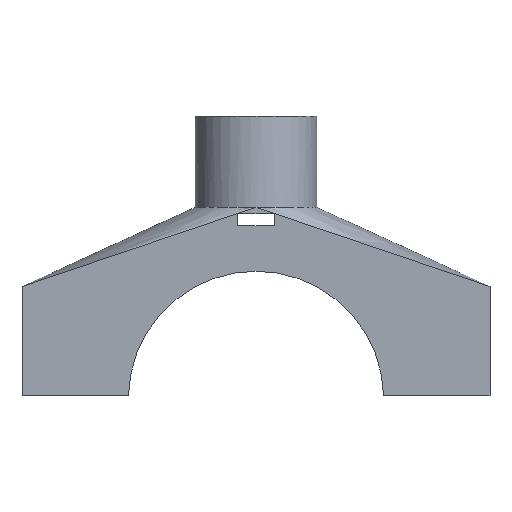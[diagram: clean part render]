
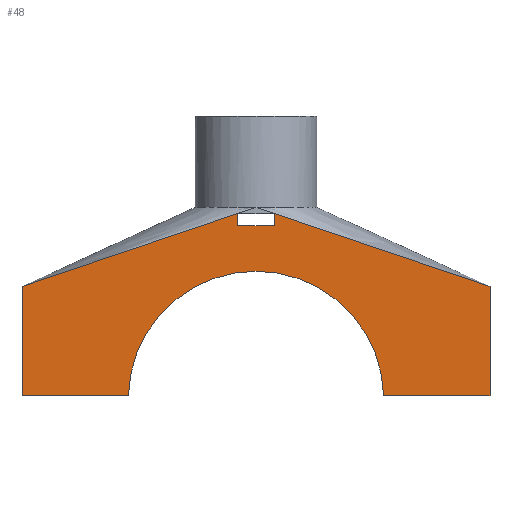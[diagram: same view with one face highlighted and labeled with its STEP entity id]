
A CAD part, front view. The second image highlights one B-rep face of the part: STEP entity #48.
In plain terms, the highlighted planar face has unit normal (0, -1, 0).
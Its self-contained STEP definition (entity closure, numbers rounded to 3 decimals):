
#48=ADVANCED_FACE('',(#83),#527,.T.);
#83=FACE_OUTER_BOUND('',#122,.T.);
#122=EDGE_LOOP('',(#252,#253,#254,#255,#256,#257,#258,#259,#260,#261));
#252=ORIENTED_EDGE('',*,*,#297,.T.);
#253=ORIENTED_EDGE('',*,*,#341,.T.);
#254=ORIENTED_EDGE('',*,*,#342,.T.);
#255=ORIENTED_EDGE('',*,*,#345,.T.);
#256=ORIENTED_EDGE('',*,*,#357,.F.);
#257=ORIENTED_EDGE('',*,*,#353,.F.);
#258=ORIENTED_EDGE('',*,*,#360,.T.);
#259=ORIENTED_EDGE('',*,*,#352,.T.);
#260=ORIENTED_EDGE('',*,*,#333,.T.);
#261=ORIENTED_EDGE('',*,*,#339,.T.);
#297=EDGE_CURVE('',#459,#462,#444,.T.);
#333=EDGE_CURVE('',#483,#497,#400,.T.);
#339=EDGE_CURVE('',#497,#459,#406,.T.);
#341=EDGE_CURVE('',#462,#499,#408,.T.);
#342=EDGE_CURVE('',#499,#485,#409,.T.);
#345=EDGE_CURVE('',#485,#493,#412,.T.);
#352=EDGE_CURVE('',#495,#483,#419,.T.);
#353=EDGE_CURVE('',#489,#490,#420,.T.);
#357=EDGE_CURVE('',#490,#493,#424,.T.);
#360=EDGE_CURVE('',#489,#495,#427,.T.);
#400=B_SPLINE_CURVE_WITH_KNOTS('',1,(#1034,#1035),.UNSPECIFIED.,.F.,.F.,
(2,2),(-18.5,-0.5),.UNSPECIFIED.);
#406=B_SPLINE_CURVE_WITH_KNOTS('',1,(#1046,#1047),.UNSPECIFIED.,.F.,.F.,
(2,2),(0.,17.369),.UNSPECIFIED.);
#408=B_SPLINE_CURVE_WITH_KNOTS('',1,(#1050,#1051),.UNSPECIFIED.,.F.,.F.,
(2,2),(80.791,98.119),.UNSPECIFIED.);
#409=B_SPLINE_CURVE_WITH_KNOTS('',1,(#1052,#1053),.UNSPECIFIED.,.F.,.F.,
(2,2),(98.619,116.619),.UNSPECIFIED.);
#412=B_SPLINE_CURVE_WITH_KNOTS('',1,(#1058,#1059),.UNSPECIFIED.,.F.,.F.,
(2,2),(-40.636,-3.166),.UNSPECIFIED.);
#419=B_SPLINE_CURVE_WITH_KNOTS('',1,(#1072,#1073),.UNSPECIFIED.,.F.,.F.,
(2,2),(3.166,40.636),.UNSPECIFIED.);
#420=B_SPLINE_CURVE_WITH_KNOTS('',1,(#1074,#1075),.UNSPECIFIED.,.F.,.F.,
(2,2),(-3.,3.),.UNSPECIFIED.);
#424=B_SPLINE_CURVE_WITH_KNOTS('',1,(#1082,#1083),.UNSPECIFIED.,.F.,.F.,
(2,2),(10.,12.),.UNSPECIFIED.);
#427=B_SPLINE_CURVE_WITH_KNOTS('',1,(#1088,#1089),.UNSPECIFIED.,.F.,.F.,
(2,2),(10.,12.),.UNSPECIFIED.);
#444=TRIMMED_CURVE($,#446,(#963),(#964),.T.,.CARTESIAN.);
#446=CIRCLE('',#665,21.);
#459=VERTEX_POINT('',#912);
#462=VERTEX_POINT('',#915);
#483=VERTEX_POINT('',#936);
#485=VERTEX_POINT('',#938);
#489=VERTEX_POINT('',#942);
#490=VERTEX_POINT('',#943);
#493=VERTEX_POINT('',#946);
#495=VERTEX_POINT('',#948);
#497=VERTEX_POINT('',#950);
#499=VERTEX_POINT('',#952);
#527=PLANE('',#655);
#655=AXIS2_PLACEMENT_3D('',#902,#704,$);
#665=AXIS2_PLACEMENT_3D($,#962,#714,#715);
#704=DIRECTION('',(0.,-1.,0.));
#714=DIRECTION('',(0.,1.,0.));
#715=DIRECTION('',(-1.,0.,0.024));
#902=CARTESIAN_POINT('',(-39.27,0.,-0.315));
#912=CARTESIAN_POINT('',(-20.994,0.,0.5));
#915=CARTESIAN_POINT('',(20.994,0.,0.5));
#936=CARTESIAN_POINT('',(-38.5,0.,18.5));
#938=CARTESIAN_POINT('',(38.5,0.,18.5));
#942=CARTESIAN_POINT('',(-3.,0.,28.487));
#943=CARTESIAN_POINT('',(3.,0.,28.487));
#946=CARTESIAN_POINT('',(3.,0.,30.487));
#948=CARTESIAN_POINT('',(-3.,0.,30.487));
#950=CARTESIAN_POINT('',(-38.5,0.,0.5));
#952=CARTESIAN_POINT('',(38.5,0.,0.5));
#962=CARTESIAN_POINT('',(0.,0.,0.));
#963=CARTESIAN_POINT('',(-20.994,0.,0.5));
#964=CARTESIAN_POINT('',(20.994,0.,0.5));
#1034=CARTESIAN_POINT('',(-38.5,0.,18.5));
#1035=CARTESIAN_POINT('',(-38.5,0.,0.5));
#1046=CARTESIAN_POINT('',(-38.5,0.,0.5));
#1047=CARTESIAN_POINT('',(-20.994,0.,0.5));
#1050=CARTESIAN_POINT('',(20.994,0.,0.5));
#1051=CARTESIAN_POINT('',(38.5,0.,0.5));
#1052=CARTESIAN_POINT('',(38.5,0.,0.5));
#1053=CARTESIAN_POINT('',(38.5,0.,18.5));
#1058=CARTESIAN_POINT('',(38.5,0.,18.5));
#1059=CARTESIAN_POINT('',(3.,0.,30.487));
#1072=CARTESIAN_POINT('',(-3.,0.,30.487));
#1073=CARTESIAN_POINT('',(-38.5,0.,18.5));
#1074=CARTESIAN_POINT('',(-3.,0.,28.487));
#1075=CARTESIAN_POINT('',(3.,0.,28.487));
#1082=CARTESIAN_POINT('',(3.,0.,28.487));
#1083=CARTESIAN_POINT('',(3.,0.,30.487));
#1088=CARTESIAN_POINT('',(-3.,0.,28.487));
#1089=CARTESIAN_POINT('',(-3.,0.,30.487));
